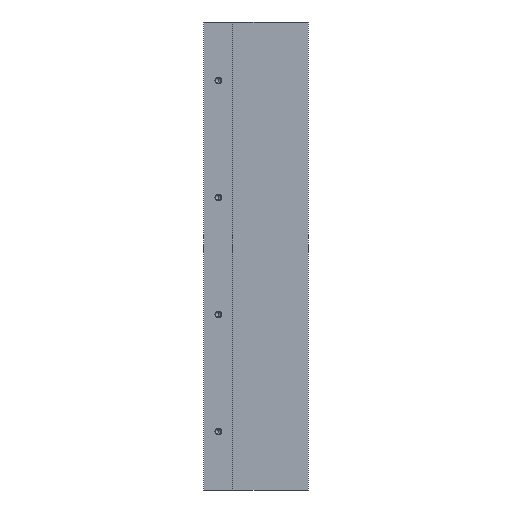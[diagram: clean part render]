
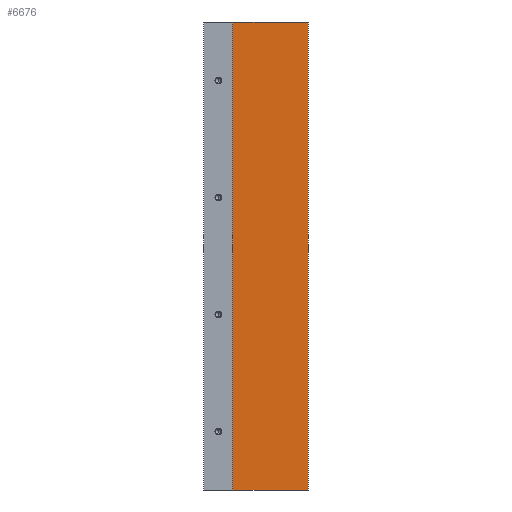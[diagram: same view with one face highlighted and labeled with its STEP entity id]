
A CAD part, left-side view. The second image highlights one B-rep face of the part: STEP entity #6676.
In plain terms, the highlighted planar face has unit normal (-1, 0, 0).
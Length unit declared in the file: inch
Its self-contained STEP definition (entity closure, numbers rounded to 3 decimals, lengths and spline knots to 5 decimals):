
#33 = DIRECTION ( 'NONE',  ( 0., 0., -1. ) ) ;
#545 = VERTEX_POINT ( 'NONE', #1992 ) ;
#1166 = ORIENTED_EDGE ( 'NONE', *, *, #4207, .F. ) ;
#1256 = CARTESIAN_POINT ( 'NONE',  ( 0.1145, -1.79134, 4. ) ) ;
#1435 = ORIENTED_EDGE ( 'NONE', *, *, #6828, .F. ) ;
#1676 = DIRECTION ( 'NONE',  ( 0., 0., -1. ) ) ;
#1777 = CARTESIAN_POINT ( 'NONE',  ( 0.1145, -0.5, 4. ) ) ;
#1992 = CARTESIAN_POINT ( 'NONE',  ( 0.1145, -0.5, 4. ) ) ;
#2383 = LINE ( 'NONE', #4695, #2639 ) ;
#2639 = VECTOR ( 'NONE', #1676, 39.37008 ) ;
#2646 = LINE ( 'NONE', #3315, #6381 ) ;
#2801 = CARTESIAN_POINT ( 'NONE',  ( 0.1145, -1.79134, -4. ) ) ;
#2946 = VERTEX_POINT ( 'NONE', #5856 ) ;
#3158 = EDGE_CURVE ( 'NONE', #2946, #3668, #2646, .T. ) ;
#3315 = CARTESIAN_POINT ( 'NONE',  ( 0.1145, -0.5, -4. ) ) ;
#3403 = CARTESIAN_POINT ( 'NONE',  ( 0.1145, -0.5, 4. ) ) ;
#3668 = VERTEX_POINT ( 'NONE', #2801 ) ;
#4053 = FACE_OUTER_BOUND ( 'NONE', #7268, .T. ) ;
#4167 = DIRECTION ( 'NONE',  ( 0., -1., 0. ) ) ;
#4207 = EDGE_CURVE ( 'NONE', #5190, #3668, #6741, .T. ) ;
#4221 = AXIS2_PLACEMENT_3D ( 'NONE', #3403, #6428, #5192 ) ;
#4695 = CARTESIAN_POINT ( 'NONE',  ( 0.1145, -0.5, 4. ) ) ;
#4752 = EDGE_CURVE ( 'NONE', #545, #2946, #2383, .T. ) ;
#4802 = CARTESIAN_POINT ( 'NONE',  ( 0.1145, -1.79134, 4. ) ) ;
#5190 = VERTEX_POINT ( 'NONE', #1256 ) ;
#5192 = DIRECTION ( 'NONE',  ( 0., 1., 0. ) ) ;
#5305 = ORIENTED_EDGE ( 'NONE', *, *, #4752, .T. ) ;
#5378 = LINE ( 'NONE', #1777, #7711 ) ;
#5775 = VECTOR ( 'NONE', #33, 39.37008 ) ;
#5856 = CARTESIAN_POINT ( 'NONE',  ( 0.1145, -0.5, -4. ) ) ;
#6381 = VECTOR ( 'NONE', #6737, 39.37008 ) ;
#6400 = ORIENTED_EDGE ( 'NONE', *, *, #3158, .T. ) ;
#6428 = DIRECTION ( 'NONE',  ( 1., 0., 0. ) ) ;
#6676 = ADVANCED_FACE ( 'NONE', ( #4053 ), #7571, .F. ) ;
#6737 = DIRECTION ( 'NONE',  ( 0., -1., 0. ) ) ;
#6741 = LINE ( 'NONE', #4802, #5775 ) ;
#6828 = EDGE_CURVE ( 'NONE', #545, #5190, #5378, .T. ) ;
#7268 = EDGE_LOOP ( 'NONE', ( #6400, #1166, #1435, #5305 ) ) ;
#7571 = PLANE ( 'NONE',  #4221 ) ;
#7711 = VECTOR ( 'NONE', #4167, 39.37008 ) ;
